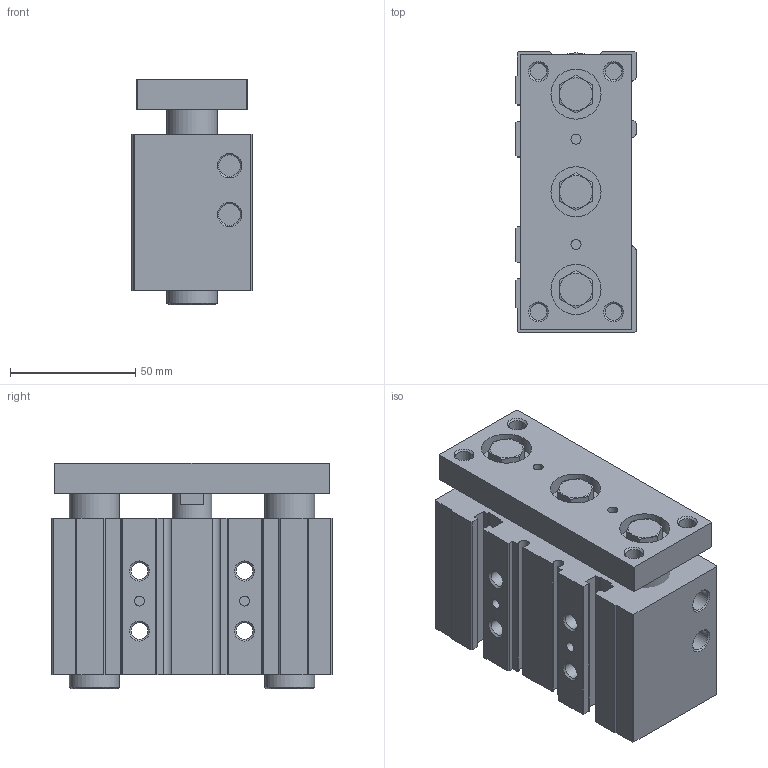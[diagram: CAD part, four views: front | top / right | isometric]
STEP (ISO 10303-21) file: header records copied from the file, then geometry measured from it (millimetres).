
FILE_DESCRIPTION( ( 'STEP AP203' ), '1' );
FILE_NAME( 'SGM32x25-S()(0-0).stp', '2021-10-12T02:29:40', ( 'License CC BY-ND 4.0' ), ( 'CADENAS' ), ' ', 'PARTsolutions', ' ' );
FILE_SCHEMA( ( 'CONFIG_CONTROL_DESIGN' ) );
Length unit declared in the file: millimetre
Products named in the file (4): SGM32x25-S()(0-0); _SGM32x25-M(dummy-0) 0; _SGM32x25-M(-0body); _SGM32x25-M(-0)_ROD
Assembly tree (3 placements, depth 2):
  SGM32x25-S()(0-0)
    _SGM32x25-M(dummy-0) 0
    _SGM32x25-M(-0body)
    _SGM32x25-M(-0)_ROD
Bounding box: 48 x 112 x 90 mm (x, y, z)
Volume: 358755.4 mm3; surface area: 84662.3 mm2
Topology: 2 solids, 2 shells, 299 faces, 724 edges, 463 vertices
Faces by surface type: plane 148, cylinder 93, cone 58
Full cylindrical faces by diameter (mm): 4 x6, 6.647 x12, 6.9 x4, 8.566 x4, 11 x4, 13.333 x2, 16 x2, 20 x5, 26 x2, 32 x3
Entity records: 8637 total; most frequent: CARTESIAN_POINT 1724, DIRECTION 1418, ORIENTED_EDGE 1302, EDGE_CURVE 651, AXIS2_PLACEMENT_3D 552, VERTEX_POINT 455, EDGE_LOOP 418, FACE_OUTER_BOUND 343
